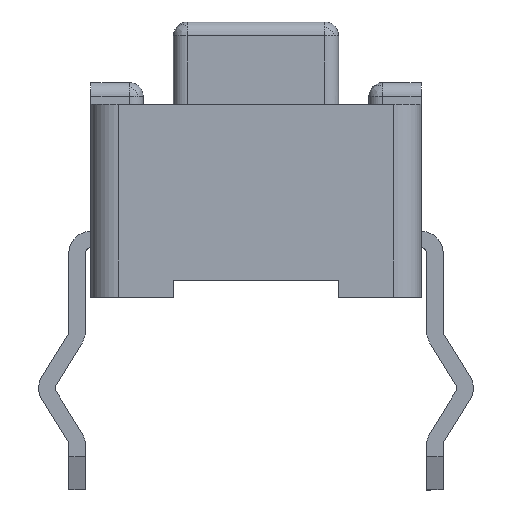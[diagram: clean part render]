
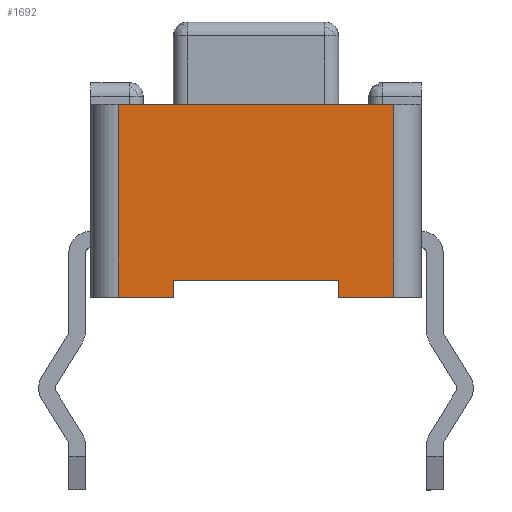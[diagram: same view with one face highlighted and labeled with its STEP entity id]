
A CAD part, top view. The second image highlights one B-rep face of the part: STEP entity #1692.
In plain terms, the highlighted face is planar.
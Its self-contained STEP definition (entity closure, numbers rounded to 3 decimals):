
#75 = ORIENTED_EDGE ( 'NONE', *, *, #4292, .T. ) ;
#149 = VECTOR ( 'NONE', #4439, 1000. ) ;
#214 = LINE ( 'NONE', #1840, #4805 ) ;
#258 = VECTOR ( 'NONE', #3069, 1000. ) ;
#291 = CARTESIAN_POINT ( 'NONE',  ( 2.5, -1.75, -0.3 ) ) ;
#303 = ORIENTED_EDGE ( 'NONE', *, *, #4078, .T. ) ;
#375 = VECTOR ( 'NONE', #2087, 1000. ) ;
#639 = EDGE_CURVE ( 'NONE', #5338, #4375, #5613, .T. ) ;
#716 = CARTESIAN_POINT ( 'NONE',  ( -2.75, -1.75, -0.3 ) ) ;
#967 = ORIENTED_EDGE ( 'NONE', *, *, #1049, .T. ) ;
#995 = CARTESIAN_POINT ( 'NONE',  ( -1.5, -1.75, 3.375 ) ) ;
#1049 = EDGE_CURVE ( 'NONE', #5527, #4375, #2257, .T. ) ;
#1217 = VERTEX_POINT ( 'NONE', #1486 ) ;
#1221 = LINE ( 'NONE', #995, #3175 ) ;
#1226 = ORIENTED_EDGE ( 'NONE', *, *, #1964, .T. ) ;
#1282 = LINE ( 'NONE', #716, #375 ) ;
#1449 = VERTEX_POINT ( 'NONE', #291 ) ;
#1478 = CARTESIAN_POINT ( 'NONE',  ( 2.5, -1.75, 3.375 ) ) ;
#1486 = CARTESIAN_POINT ( 'NONE',  ( -1.5, -1.75, -0.3 ) ) ;
#1582 = DIRECTION ( 'NONE',  ( 0., 0., 1. ) ) ;
#1692 = ADVANCED_FACE ( 'NONE', ( #5111 ), #2223, .T. ) ;
#1752 = EDGE_CURVE ( 'NONE', #1217, #3258, #1221, .T. ) ;
#1840 = CARTESIAN_POINT ( 'NONE',  ( -2.75, -1.75, -0.3 ) ) ;
#1964 = EDGE_CURVE ( 'NONE', #5338, #1217, #1282, .T. ) ;
#2087 = DIRECTION ( 'NONE',  ( 1., 0., 0. ) ) ;
#2208 = ORIENTED_EDGE ( 'NONE', *, *, #1752, .T. ) ;
#2223 = PLANE ( 'NONE',  #3546 ) ;
#2257 = LINE ( 'NONE', #2749, #4139 ) ;
#2564 = VERTEX_POINT ( 'NONE', #3145 ) ;
#2665 = LINE ( 'NONE', #1478, #5153 ) ;
#2743 = DIRECTION ( 'NONE',  ( 0., 0., 1. ) ) ;
#2748 = CARTESIAN_POINT ( 'NONE',  ( -2.75, -1.75, 3.375 ) ) ;
#2749 = CARTESIAN_POINT ( 'NONE',  ( -3.3, -1.75, 3.2 ) ) ;
#2800 = CARTESIAN_POINT ( 'NONE',  ( -2.5, -1.75, -0.475 ) ) ;
#2858 = EDGE_LOOP ( 'NONE', ( #75, #967, #3441, #1226, #2208, #303, #3522, #4840 ) ) ;
#2971 = LINE ( 'NONE', #3903, #258 ) ;
#3069 = DIRECTION ( 'NONE',  ( 0., 0., -1. ) ) ;
#3117 = VERTEX_POINT ( 'NONE', #3802 ) ;
#3145 = CARTESIAN_POINT ( 'NONE',  ( 1.5, -1.75, 0. ) ) ;
#3175 = VECTOR ( 'NONE', #4076, 1000. ) ;
#3193 = CARTESIAN_POINT ( 'NONE',  ( -2.5, -1.75, -0.3 ) ) ;
#3258 = VERTEX_POINT ( 'NONE', #4790 ) ;
#3280 = CARTESIAN_POINT ( 'NONE',  ( -2.5, -1.75, 3.2 ) ) ;
#3441 = ORIENTED_EDGE ( 'NONE', *, *, #639, .F. ) ;
#3522 = ORIENTED_EDGE ( 'NONE', *, *, #5751, .T. ) ;
#3540 = CARTESIAN_POINT ( 'NONE',  ( -3.3, -1.75, 0. ) ) ;
#3546 = AXIS2_PLACEMENT_3D ( 'NONE', #2748, #4948, #4100 ) ;
#3802 = CARTESIAN_POINT ( 'NONE',  ( 1.5, -1.75, -0.3 ) ) ;
#3903 = CARTESIAN_POINT ( 'NONE',  ( 1.5, -1.75, 3.375 ) ) ;
#3918 = EDGE_CURVE ( 'NONE', #3117, #1449, #214, .T. ) ;
#4076 = DIRECTION ( 'NONE',  ( 0., 0., 1. ) ) ;
#4078 = EDGE_CURVE ( 'NONE', #3258, #2564, #5297, .T. ) ;
#4100 = DIRECTION ( 'NONE',  ( 0., 0., -1. ) ) ;
#4139 = VECTOR ( 'NONE', #4990, 1000. ) ;
#4275 = CARTESIAN_POINT ( 'NONE',  ( 2.5, -1.75, 3.2 ) ) ;
#4292 = EDGE_CURVE ( 'NONE', #1449, #5527, #2665, .T. ) ;
#4375 = VERTEX_POINT ( 'NONE', #3280 ) ;
#4431 = VECTOR ( 'NONE', #1582, 1000. ) ;
#4439 = DIRECTION ( 'NONE',  ( 1., 0., 0. ) ) ;
#4790 = CARTESIAN_POINT ( 'NONE',  ( -1.5, -1.75, 0. ) ) ;
#4805 = VECTOR ( 'NONE', #4929, 1000. ) ;
#4840 = ORIENTED_EDGE ( 'NONE', *, *, #3918, .T. ) ;
#4929 = DIRECTION ( 'NONE',  ( 1., 0., 0. ) ) ;
#4948 = DIRECTION ( 'NONE',  ( 0., -1., 0. ) ) ;
#4990 = DIRECTION ( 'NONE',  ( -1., 0., 0. ) ) ;
#5111 = FACE_OUTER_BOUND ( 'NONE', #2858, .T. ) ;
#5153 = VECTOR ( 'NONE', #2743, 1000. ) ;
#5297 = LINE ( 'NONE', #3540, #149 ) ;
#5338 = VERTEX_POINT ( 'NONE', #3193 ) ;
#5527 = VERTEX_POINT ( 'NONE', #4275 ) ;
#5613 = LINE ( 'NONE', #2800, #4431 ) ;
#5751 = EDGE_CURVE ( 'NONE', #2564, #3117, #2971, .T. ) ;
